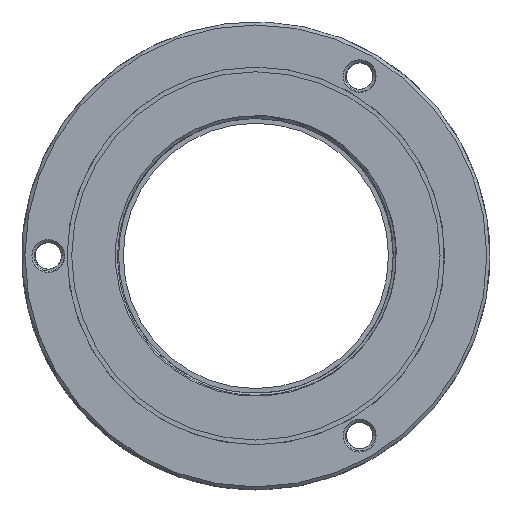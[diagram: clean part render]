
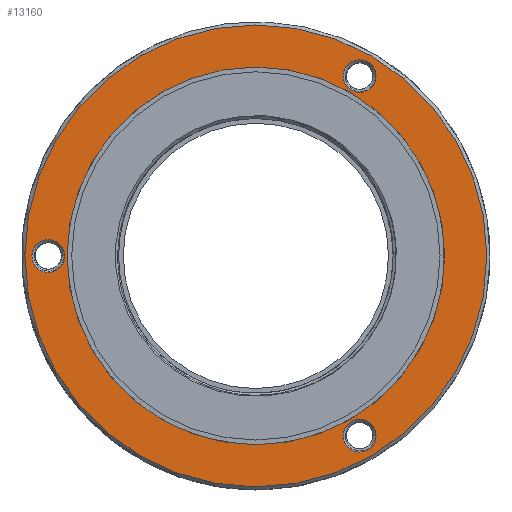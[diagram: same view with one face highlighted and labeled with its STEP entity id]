
A CAD part, left-side view. The second image highlights one B-rep face of the part: STEP entity #13160.
In plain terms, the highlighted planar face has unit normal (-1, 0, 0).
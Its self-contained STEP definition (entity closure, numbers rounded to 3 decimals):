
#140 = DIRECTION ( 'NONE',  ( 1., 0., 0. ) ) ;
#514 = EDGE_LOOP ( 'NONE', ( #12967 ) ) ;
#548 = CIRCLE ( 'NONE', #8012, 1.05 ) ;
#614 = AXIS2_PLACEMENT_3D ( 'NONE', #7118, #14272, #10825 ) ;
#998 = CIRCLE ( 'NONE', #614, 1.05 ) ;
#1047 = CARTESIAN_POINT ( 'NONE',  ( 8., 0., 0. ) ) ;
#1903 = EDGE_LOOP ( 'NONE', ( #20839 ) ) ;
#1936 = ORIENTED_EDGE ( 'NONE', *, *, #15565, .T. ) ;
#2397 = DIRECTION ( 'NONE',  ( 1., 0., 0. ) ) ;
#3234 = EDGE_CURVE ( 'NONE', #23253, #23253, #548, .T. ) ;
#4642 = DIRECTION ( 'NONE',  ( 0., 0., -1. ) ) ;
#4755 = DIRECTION ( 'NONE',  ( -1., 0., 0. ) ) ;
#4902 = CARTESIAN_POINT ( 'NONE',  ( 8., -6.65, 10.468 ) ) ;
#5544 = CARTESIAN_POINT ( 'NONE',  ( 8., -6.65, 11.518 ) ) ;
#6491 = VERTEX_POINT ( 'NONE', #21771 ) ;
#6535 = EDGE_LOOP ( 'NONE', ( #16687 ) ) ;
#6581 = DIRECTION ( 'NONE',  ( 1., 0., 0. ) ) ;
#6782 = AXIS2_PLACEMENT_3D ( 'NONE', #5544, #140, #13081 ) ;
#7118 = CARTESIAN_POINT ( 'NONE',  ( 8., -6.65, -11.518 ) ) ;
#8012 = AXIS2_PLACEMENT_3D ( 'NONE', #19901, #6581, #10531 ) ;
#8312 = CARTESIAN_POINT ( 'NONE',  ( 8., 15., 0. ) ) ;
#8388 = CIRCLE ( 'NONE', #6782, 1.05 ) ;
#10443 = CARTESIAN_POINT ( 'NONE',  ( 8., 0., 12.1 ) ) ;
#10461 = AXIS2_PLACEMENT_3D ( 'NONE', #1047, #10529, #4642 ) ;
#10529 = DIRECTION ( 'NONE',  ( -1., 0., 0. ) ) ;
#10531 = DIRECTION ( 'NONE',  ( 0., 0., -1. ) ) ;
#10608 = AXIS2_PLACEMENT_3D ( 'NONE', #21616, #4755, #21489 ) ;
#10825 = DIRECTION ( 'NONE',  ( 0., 0., -1. ) ) ;
#11369 = CIRCLE ( 'NONE', #10608, 12.1 ) ;
#12967 = ORIENTED_EDGE ( 'NONE', *, *, #13253, .T. ) ;
#12985 = ORIENTED_EDGE ( 'NONE', *, *, #3234, .T. ) ;
#13081 = DIRECTION ( 'NONE',  ( 0., 0., -1. ) ) ;
#13160 = ADVANCED_FACE ( 'NONE', ( #13711, #21236, #13837, #19271, #21357 ), #17769, .F. ) ;
#13253 = EDGE_CURVE ( 'NONE', #23373, #23373, #8388, .T. ) ;
#13711 = FACE_OUTER_BOUND ( 'NONE', #20888, .T. ) ;
#13837 = FACE_BOUND ( 'NONE', #514, .T. ) ;
#14126 = CARTESIAN_POINT ( 'NONE',  ( 8., -6.65, -12.568 ) ) ;
#14272 = DIRECTION ( 'NONE',  ( 1., 0., 0. ) ) ;
#15143 = CIRCLE ( 'NONE', #10461, 14.8 ) ;
#15429 = EDGE_CURVE ( 'NONE', #23491, #23491, #998, .T. ) ;
#15565 = EDGE_CURVE ( 'NONE', #6491, #6491, #15143, .T. ) ;
#16105 = VERTEX_POINT ( 'NONE', #10443 ) ;
#16687 = ORIENTED_EDGE ( 'NONE', *, *, #21233, .F. ) ;
#17411 = EDGE_LOOP ( 'NONE', ( #12985 ) ) ;
#17769 = PLANE ( 'NONE',  #23317 ) ;
#19271 = FACE_BOUND ( 'NONE', #17411, .T. ) ;
#19816 = CARTESIAN_POINT ( 'NONE',  ( 8., 13.3, -1.05 ) ) ;
#19901 = CARTESIAN_POINT ( 'NONE',  ( 8., 13.3, 0. ) ) ;
#20839 = ORIENTED_EDGE ( 'NONE', *, *, #15429, .T. ) ;
#20888 = EDGE_LOOP ( 'NONE', ( #1936 ) ) ;
#21233 = EDGE_CURVE ( 'NONE', #16105, #16105, #11369, .T. ) ;
#21236 = FACE_BOUND ( 'NONE', #1903, .T. ) ;
#21357 = FACE_BOUND ( 'NONE', #6535, .T. ) ;
#21489 = DIRECTION ( 'NONE',  ( 0., 0., 1. ) ) ;
#21616 = CARTESIAN_POINT ( 'NONE',  ( 8., 0., 0. ) ) ;
#21771 = CARTESIAN_POINT ( 'NONE',  ( 8., 0., -14.8 ) ) ;
#22948 = DIRECTION ( 'NONE',  ( 0., 0., -1. ) ) ;
#23253 = VERTEX_POINT ( 'NONE', #19816 ) ;
#23317 = AXIS2_PLACEMENT_3D ( 'NONE', #8312, #2397, #22948 ) ;
#23373 = VERTEX_POINT ( 'NONE', #4902 ) ;
#23491 = VERTEX_POINT ( 'NONE', #14126 ) ;
